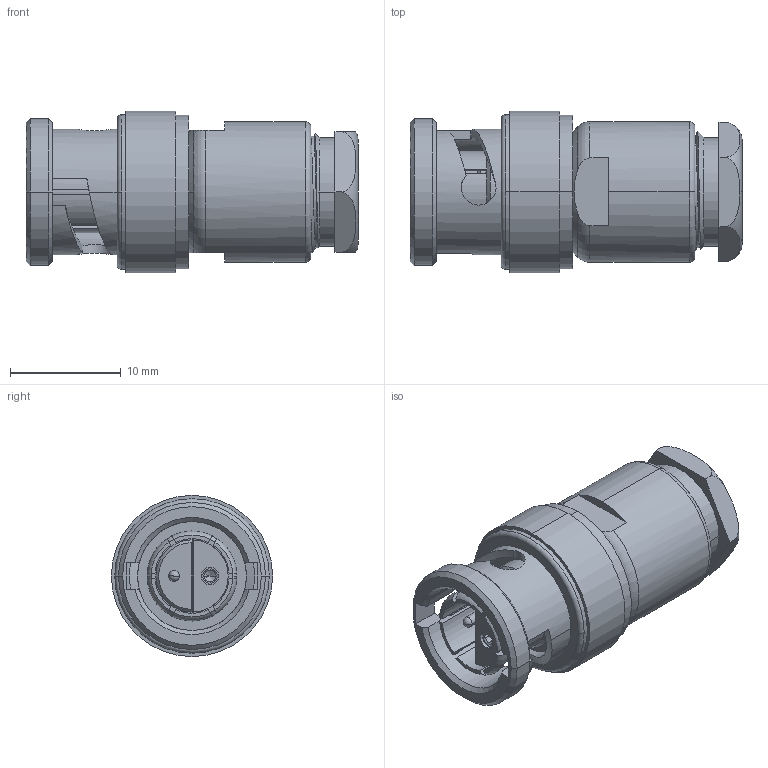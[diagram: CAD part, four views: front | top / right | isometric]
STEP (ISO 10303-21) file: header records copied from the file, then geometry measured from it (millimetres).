
FILE_DESCRIPTION((''),'2;1');
FILE_NAME('31-2226-1051_SW0001','2018-12-11T',('Madhan_2'),(''),'CREO PARAMETRIC BY PTC INC, 2017020','CREO PARAMETRIC BY PTC INC, 2017020','');
FILE_SCHEMA(('CONFIG_CONTROL_DESIGN'));
Length unit declared in the file: inch
Products named in the file (1): 31-2226-1051_SW0001
Bounding box: 29.98 x 14.55 x 14.55 mm (x, y, z)
Volume: 3026 mm3; surface area: 2465 mm2
Topology: 1 solids, 1 shells, 158 faces, 424 edges, 274 vertices
Faces by surface type: plane 67, cylinder 43, cone 23, torus 16, bspline 7, sphere 2
Entity records: 6291 total; most frequent: CARTESIAN_POINT 2329, ORIENTED_EDGE 840, DIRECTION 806, EDGE_CURVE 420, AXIS2_PLACEMENT_3D 312, VERTEX_POINT 274, VECTOR 182, LINE 182
